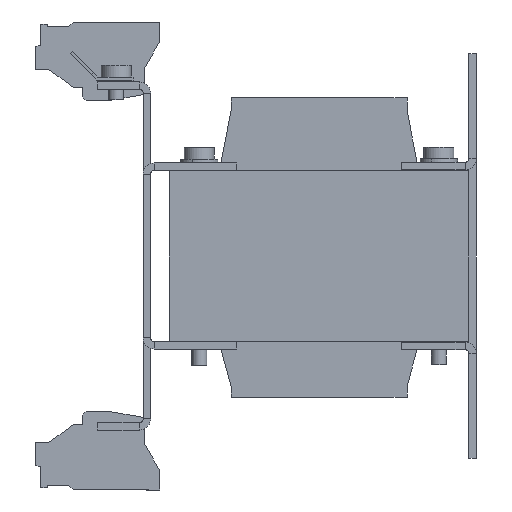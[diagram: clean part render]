
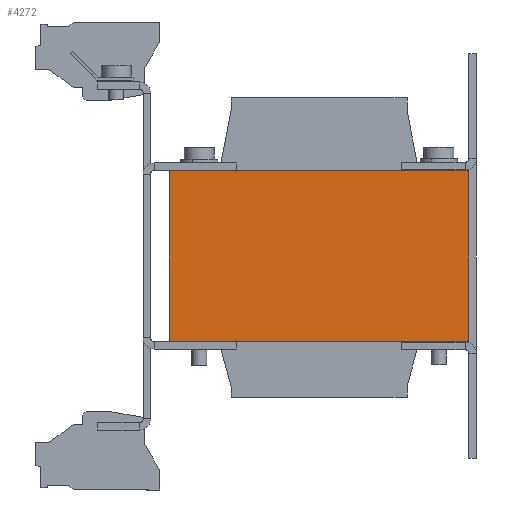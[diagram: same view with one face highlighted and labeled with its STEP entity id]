
A CAD part, left-side view. The second image highlights one B-rep face of the part: STEP entity #4272.
In plain terms, the highlighted planar face has unit normal (-1, 0, 0).
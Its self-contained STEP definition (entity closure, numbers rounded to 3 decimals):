
#574 = CARTESIAN_POINT ( 'NONE',  ( -48., -40., -22.75 ) ) ;
#944 = VERTEX_POINT ( 'NONE', #3325 ) ;
#1023 = AXIS2_PLACEMENT_3D ( 'NONE', #7150, #7182, #2064 ) ;
#1130 = PLANE ( 'NONE',  #1023 ) ;
#1895 = ORIENTED_EDGE ( 'NONE', *, *, #8213, .T. ) ;
#2064 = DIRECTION ( 'NONE',  ( 0., 0., -1. ) ) ;
#2211 = CARTESIAN_POINT ( 'NONE',  ( -48., -40., 22.75 ) ) ;
#2411 = ORIENTED_EDGE ( 'NONE', *, *, #4388, .T. ) ;
#2416 = DIRECTION ( 'NONE',  ( 0., -1., 0. ) ) ;
#2579 = DIRECTION ( 'NONE',  ( 0., -1., 0. ) ) ;
#2604 = VECTOR ( 'NONE', #2416, 1000. ) ;
#2612 = CARTESIAN_POINT ( 'NONE',  ( -48., -40., 22.75 ) ) ;
#3071 = VECTOR ( 'NONE', #6508, 1000. ) ;
#3325 = CARTESIAN_POINT ( 'NONE',  ( -48., 40., 22.75 ) ) ;
#4055 = CARTESIAN_POINT ( 'NONE',  ( -48., 0., -22.75 ) ) ;
#4272 = ADVANCED_FACE ( 'NONE', ( #7558 ), #1130, .F. ) ;
#4294 = ORIENTED_EDGE ( 'NONE', *, *, #10960, .F. ) ;
#4388 = EDGE_CURVE ( 'NONE', #5468, #9876, #4875, .T. ) ;
#4875 = LINE ( 'NONE', #4055, #2604 ) ;
#5468 = VERTEX_POINT ( 'NONE', #10753 ) ;
#5732 = VECTOR ( 'NONE', #10646, 1000. ) ;
#6399 = VERTEX_POINT ( 'NONE', #2612 ) ;
#6508 = DIRECTION ( 'NONE',  ( 0., 0., -1. ) ) ;
#7150 = CARTESIAN_POINT ( 'NONE',  ( -48., 0., 22.75 ) ) ;
#7182 = DIRECTION ( 'NONE',  ( 1., 0., 0. ) ) ;
#7301 = EDGE_LOOP ( 'NONE', ( #2411, #10088, #4294, #1895 ) ) ;
#7558 = FACE_OUTER_BOUND ( 'NONE', #7301, .T. ) ;
#7614 = LINE ( 'NONE', #8185, #3071 ) ;
#8185 = CARTESIAN_POINT ( 'NONE',  ( -48., 40., 22.75 ) ) ;
#8195 = EDGE_CURVE ( 'NONE', #6399, #9876, #9363, .T. ) ;
#8213 = EDGE_CURVE ( 'NONE', #944, #5468, #7614, .T. ) ;
#9363 = LINE ( 'NONE', #2211, #5732 ) ;
#9815 = VECTOR ( 'NONE', #2579, 1000. ) ;
#9876 = VERTEX_POINT ( 'NONE', #574 ) ;
#10088 = ORIENTED_EDGE ( 'NONE', *, *, #8195, .F. ) ;
#10646 = DIRECTION ( 'NONE',  ( 0., 0., -1. ) ) ;
#10645 = LINE ( 'NONE', #10919, #9815 ) ;
#10753 = CARTESIAN_POINT ( 'NONE',  ( -48., 40., -22.75 ) ) ;
#10919 = CARTESIAN_POINT ( 'NONE',  ( -48., 0., 22.75 ) ) ;
#10960 = EDGE_CURVE ( 'NONE', #944, #6399, #10645, .T. ) ;
